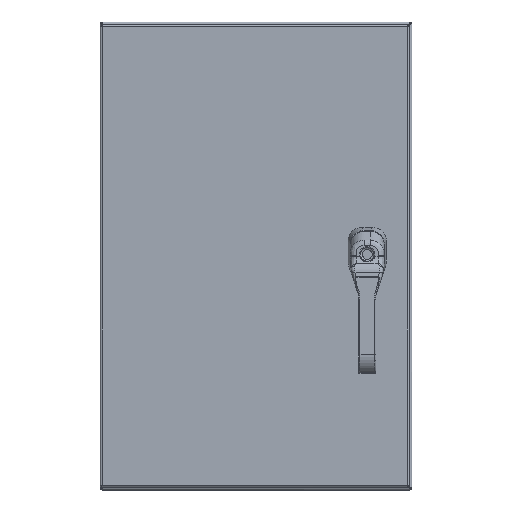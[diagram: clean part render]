
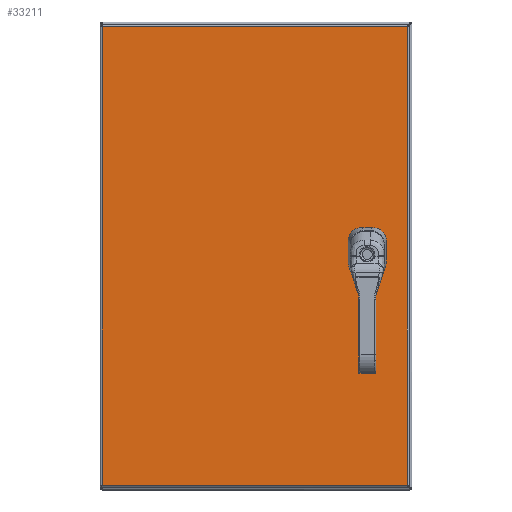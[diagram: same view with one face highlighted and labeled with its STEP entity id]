
A CAD part, top view. The second image highlights one B-rep face of the part: STEP entity #33211.
In plain terms, the highlighted planar face has unit normal (0, 0, 1).
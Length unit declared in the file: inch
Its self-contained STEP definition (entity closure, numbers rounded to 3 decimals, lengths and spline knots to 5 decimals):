
#97 = VERTEX_POINT ( 'NONE', #66992 ) ;
#218 = EDGE_CURVE ( 'NONE', #16861, #70482, #9273, .T. ) ;
#887 = EDGE_LOOP ( 'NONE', ( #19844, #45075, #27969, #64063 ) ) ;
#1758 = LINE ( 'NONE', #36660, #27539 ) ;
#2572 = AXIS2_PLACEMENT_3D ( 'NONE', #22351, #64275, #75494 ) ;
#3294 = VECTOR ( 'NONE', #58467, 39.37008 ) ;
#3604 = AXIS2_PLACEMENT_3D ( 'NONE', #25289, #30688, #59501 ) ;
#3762 = DIRECTION ( 'NONE',  ( 0., 0., 1. ) ) ;
#4037 = CARTESIAN_POINT ( 'NONE',  ( 13.35, 11.78738, 6.9175 ) ) ;
#5780 = VERTEX_POINT ( 'NONE', #62585 ) ;
#6413 = DIRECTION ( 'NONE',  ( 1., 0., 0. ) ) ;
#9273 = CIRCLE ( 'NONE', #3604, 0.453 ) ;
#9382 = VERTEX_POINT ( 'NONE', #12798 ) ;
#11070 = CARTESIAN_POINT ( 'NONE',  ( 7.9375, 12.4, 6.9175 ) ) ;
#11459 = CARTESIAN_POINT ( 'NONE',  ( 7.9375, 0.23025, 6.9175 ) ) ;
#12434 = VECTOR ( 'NONE', #16839, 39.37008 ) ;
#12643 = EDGE_CURVE ( 'NONE', #70482, #97, #51218, .T. ) ;
#12798 = CARTESIAN_POINT ( 'NONE',  ( 0.10525, 0.23025, 6.9175 ) ) ;
#12872 = EDGE_CURVE ( 'NONE', #37224, #42682, #44628, .T. ) ;
#13184 = AXIS2_PLACEMENT_3D ( 'NONE', #26614, #56135, #68044 ) ;
#13282 = VERTEX_POINT ( 'NONE', #23909 ) ;
#13408 = ORIENTED_EDGE ( 'NONE', *, *, #20854, .F. ) ;
#13458 = CIRCLE ( 'NONE', #69450, 0.453 ) ;
#14113 = EDGE_CURVE ( 'NONE', #97, #45555, #68427, .T. ) ;
#14390 = VECTOR ( 'NONE', #6413, 39.37008 ) ;
#16058 = CARTESIAN_POINT ( 'NONE',  ( 13.75, 12., 6.9175 ) ) ;
#16839 = DIRECTION ( 'NONE',  ( -1., 0., 0. ) ) ;
#16861 = VERTEX_POINT ( 'NONE', #66607 ) ;
#17249 = DIRECTION ( 'NONE',  ( -1., 0., 0. ) ) ;
#17914 = VECTOR ( 'NONE', #17249, 39.37008 ) ;
#18236 = VERTEX_POINT ( 'NONE', #32739 ) ;
#19266 = DIRECTION ( 'NONE',  ( 1., 0., 0. ) ) ;
#19567 = ORIENTED_EDGE ( 'NONE', *, *, #30058, .F. ) ;
#19844 = ORIENTED_EDGE ( 'NONE', *, *, #43672, .F. ) ;
#20854 = EDGE_CURVE ( 'NONE', #40440, #18236, #42402, .T. ) ;
#21512 = ORIENTED_EDGE ( 'NONE', *, *, #14113, .F. ) ;
#22351 = CARTESIAN_POINT ( 'NONE',  ( 7.9375, 12., 6.9175 ) ) ;
#23909 = CARTESIAN_POINT ( 'NONE',  ( 0.10525, 23.76975, 6.9175 ) ) ;
#25289 = CARTESIAN_POINT ( 'NONE',  ( 13.75, 12., 6.9175 ) ) ;
#26614 = CARTESIAN_POINT ( 'NONE',  ( 13.75, 12., 6.9175 ) ) ;
#27539 = VECTOR ( 'NONE', #19266, 39.37008 ) ;
#27969 = ORIENTED_EDGE ( 'NONE', *, *, #37219, .F. ) ;
#28094 = LINE ( 'NONE', #11459, #12434 ) ;
#28435 = ORIENTED_EDGE ( 'NONE', *, *, #36002, .F. ) ;
#29191 = ORIENTED_EDGE ( 'NONE', *, *, #62012, .F. ) ;
#30058 = EDGE_CURVE ( 'NONE', #69533, #5780, #13458, .T. ) ;
#30688 = DIRECTION ( 'NONE',  ( 0., 0., 1. ) ) ;
#30782 = CARTESIAN_POINT ( 'NONE',  ( 13.75, 12., 6.9175 ) ) ;
#31000 = VECTOR ( 'NONE', #66280, 39.37008 ) ;
#32739 = CARTESIAN_POINT ( 'NONE',  ( 13.35, 12.21262, 6.9175 ) ) ;
#33211 = ADVANCED_FACE ( 'NONE', ( #58180, #42503 ), #40586, .F. ) ;
#33252 = ORIENTED_EDGE ( 'NONE', *, *, #12643, .F. ) ;
#35942 = DIRECTION ( 'NONE',  ( -1., 0., 0. ) ) ;
#36002 = EDGE_CURVE ( 'NONE', #18236, #69533, #73680, .T. ) ;
#36660 = CARTESIAN_POINT ( 'NONE',  ( 7.9375, 11.6, 6.9175 ) ) ;
#36680 = DIRECTION ( 'NONE',  ( 0., 0., 1. ) ) ;
#36909 = DIRECTION ( 'NONE',  ( 0., 1., 0. ) ) ;
#37219 = EDGE_CURVE ( 'NONE', #13282, #37224, #70554, .T. ) ;
#37224 = VERTEX_POINT ( 'NONE', #70024 ) ;
#37749 = CARTESIAN_POINT ( 'NONE',  ( 14.15, 11.78738, 6.9175 ) ) ;
#39152 = ORIENTED_EDGE ( 'NONE', *, *, #218, .F. ) ;
#39161 = EDGE_CURVE ( 'NONE', #45555, #40440, #75064, .T. ) ;
#40440 = VERTEX_POINT ( 'NONE', #52009 ) ;
#40586 = PLANE ( 'NONE',  #2572 ) ;
#40729 = VECTOR ( 'NONE', #36909, 39.37008 ) ;
#40734 = CARTESIAN_POINT ( 'NONE',  ( 15.76975, 12., 6.9175 ) ) ;
#41775 = CARTESIAN_POINT ( 'NONE',  ( 13.96262, 12.4, 6.9175 ) ) ;
#42402 = CIRCLE ( 'NONE', #73425, 0.453 ) ;
#42503 = FACE_OUTER_BOUND ( 'NONE', #887, .T. ) ;
#42682 = VERTEX_POINT ( 'NONE', #64834 ) ;
#43672 = EDGE_CURVE ( 'NONE', #42682, #9382, #28094, .T. ) ;
#44628 = LINE ( 'NONE', #40734, #3294 ) ;
#44636 = DIRECTION ( 'NONE',  ( 0., -1., 0. ) ) ;
#45075 = ORIENTED_EDGE ( 'NONE', *, *, #12872, .F. ) ;
#45555 = VERTEX_POINT ( 'NONE', #41775 ) ;
#49759 = CARTESIAN_POINT ( 'NONE',  ( 0.10525, 12., 6.9175 ) ) ;
#49766 = CARTESIAN_POINT ( 'NONE',  ( 13.35, 12., 6.9175 ) ) ;
#51218 = LINE ( 'NONE', #60311, #31000 ) ;
#51646 = ORIENTED_EDGE ( 'NONE', *, *, #39161, .F. ) ;
#52009 = CARTESIAN_POINT ( 'NONE',  ( 13.53738, 12.4, 6.9175 ) ) ;
#52636 = CARTESIAN_POINT ( 'NONE',  ( 7.9375, 23.76975, 6.9175 ) ) ;
#56135 = DIRECTION ( 'NONE',  ( 0., 0., 1. ) ) ;
#56414 = EDGE_CURVE ( 'NONE', #9382, #13282, #60029, .T. ) ;
#56915 = VECTOR ( 'NONE', #44636, 39.37008 ) ;
#58180 = FACE_BOUND ( 'NONE', #74777, .T. ) ;
#58467 = DIRECTION ( 'NONE',  ( 0., -1., 0. ) ) ;
#59501 = DIRECTION ( 'NONE',  ( -1., 0., 0. ) ) ;
#60029 = LINE ( 'NONE', #49759, #40729 ) ;
#60311 = CARTESIAN_POINT ( 'NONE',  ( 14.15, 12., 6.9175 ) ) ;
#62012 = EDGE_CURVE ( 'NONE', #5780, #16861, #1758, .T. ) ;
#62585 = CARTESIAN_POINT ( 'NONE',  ( 13.53738, 11.6, 6.9175 ) ) ;
#63099 = DIRECTION ( 'NONE',  ( -1., 0., 0. ) ) ;
#64063 = ORIENTED_EDGE ( 'NONE', *, *, #56414, .F. ) ;
#64275 = DIRECTION ( 'NONE',  ( 0., 0., -1. ) ) ;
#64834 = CARTESIAN_POINT ( 'NONE',  ( 15.76975, 0.23025, 6.9175 ) ) ;
#66280 = DIRECTION ( 'NONE',  ( 0., 1., 0. ) ) ;
#66607 = CARTESIAN_POINT ( 'NONE',  ( 13.96262, 11.6, 6.9175 ) ) ;
#66992 = CARTESIAN_POINT ( 'NONE',  ( 14.15, 12.21262, 6.9175 ) ) ;
#68044 = DIRECTION ( 'NONE',  ( -1., 0., 0. ) ) ;
#68427 = CIRCLE ( 'NONE', #13184, 0.453 ) ;
#69450 = AXIS2_PLACEMENT_3D ( 'NONE', #16058, #3762, #63099 ) ;
#69533 = VERTEX_POINT ( 'NONE', #4037 ) ;
#70024 = CARTESIAN_POINT ( 'NONE',  ( 15.76975, 23.76975, 6.9175 ) ) ;
#70482 = VERTEX_POINT ( 'NONE', #37749 ) ;
#70554 = LINE ( 'NONE', #52636, #14390 ) ;
#73425 = AXIS2_PLACEMENT_3D ( 'NONE', #30782, #36680, #35942 ) ;
#73680 = LINE ( 'NONE', #49766, #56915 ) ;
#74777 = EDGE_LOOP ( 'NONE', ( #51646, #21512, #33252, #39152, #29191, #19567, #28435, #13408 ) ) ;
#75064 = LINE ( 'NONE', #11070, #17914 ) ;
#75494 = DIRECTION ( 'NONE',  ( -1., 0., 0. ) ) ;
